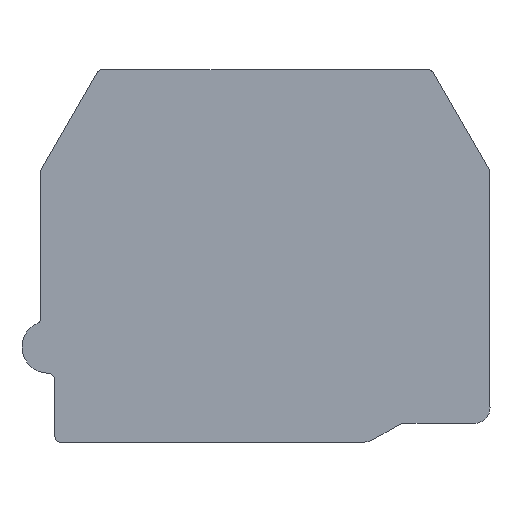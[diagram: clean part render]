
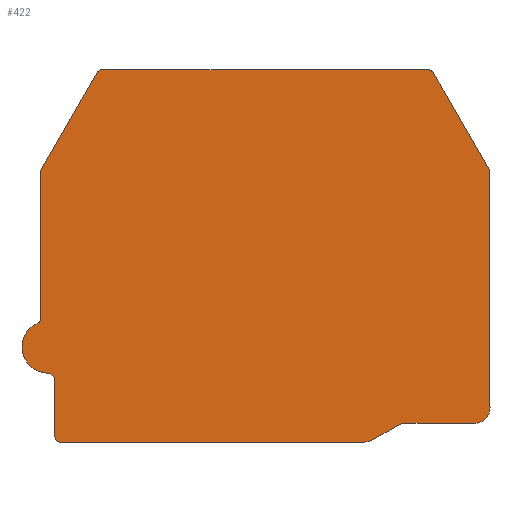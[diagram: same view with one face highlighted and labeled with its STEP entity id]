
A CAD part, front view. The second image highlights one B-rep face of the part: STEP entity #422.
In plain terms, the highlighted planar face has unit normal (0, -1, 0).
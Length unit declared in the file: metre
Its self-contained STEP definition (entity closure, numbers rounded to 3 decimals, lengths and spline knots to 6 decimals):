
#19=PLANE('',#449);
#31=FACE_OUTER_BOUND('',#54,.T.);
#54=EDGE_LOOP('',(#290,#291,#292,#293,#294,#295,#296,#297,#298,#299,#300,
#301,#302,#303,#304,#305,#306,#307,#308,#309,#310));
#80=LINE('',#645,#119);
#81=LINE('',#652,#120);
#82=LINE('',#656,#121);
#83=LINE('',#663,#122);
#84=LINE('',#667,#123);
#85=LINE('',#671,#124);
#86=LINE('',#675,#125);
#87=LINE('',#679,#126);
#88=LINE('',#682,#127);
#119=VECTOR('',#507,0.031259);
#120=VECTOR('',#514,0.010741);
#121=VECTOR('',#517,0.014102);
#122=VECTOR('',#524,0.0054);
#123=VECTOR('',#527,0.028986);
#124=VECTOR('',#530,0.00293);
#125=VECTOR('',#533,0.006826);
#126=VECTOR('',#536,0.022498);
#127=VECTOR('',#539,0.010741);
#154=CIRCLE('',#447,0.009);
#155=CIRCLE('',#450,0.0005);
#156=CIRCLE('',#451,0.0005);
#157=CIRCLE('',#452,0.0005);
#158=CIRCLE('',#453,0.0003);
#159=CIRCLE('',#454,0.0025);
#160=CIRCLE('',#455,0.0007);
#161=CIRCLE('',#456,0.0005);
#162=CIRCLE('',#457,0.002);
#163=CIRCLE('',#458,0.0005);
#164=CIRCLE('',#459,0.0015);
#165=CIRCLE('',#460,0.0005);
#179=VERTEX_POINT('',#632);
#180=VERTEX_POINT('',#634);
#181=VERTEX_POINT('',#638);
#184=VERTEX_POINT('',#643);
#185=VERTEX_POINT('',#647);
#186=VERTEX_POINT('',#649);
#187=VERTEX_POINT('',#651);
#188=VERTEX_POINT('',#653);
#189=VERTEX_POINT('',#655);
#190=VERTEX_POINT('',#657);
#191=VERTEX_POINT('',#660);
#192=VERTEX_POINT('',#662);
#193=VERTEX_POINT('',#664);
#194=VERTEX_POINT('',#666);
#195=VERTEX_POINT('',#668);
#196=VERTEX_POINT('',#670);
#197=VERTEX_POINT('',#672);
#198=VERTEX_POINT('',#674);
#199=VERTEX_POINT('',#676);
#200=VERTEX_POINT('',#678);
#201=VERTEX_POINT('',#680);
#221=EDGE_CURVE('',#179,#180,#154,.T.);
#226=EDGE_CURVE('',#184,#181,#80,.T.);
#227=EDGE_CURVE('',#181,#185,#155,.T.);
#228=EDGE_CURVE('',#186,#184,#156,.T.);
#229=EDGE_CURVE('',#187,#186,#81,.T.);
#230=EDGE_CURVE('',#188,#187,#157,.T.);
#231=EDGE_CURVE('',#189,#188,#82,.T.);
#232=EDGE_CURVE('',#190,#189,#158,.T.);
#233=EDGE_CURVE('',#180,#190,#159,.T.);
#234=EDGE_CURVE('',#179,#191,#160,.F.);
#235=EDGE_CURVE('',#191,#192,#83,.T.);
#236=EDGE_CURVE('',#192,#193,#161,.T.);
#237=EDGE_CURVE('',#194,#193,#84,.T.);
#238=EDGE_CURVE('',#195,#194,#162,.T.);
#239=EDGE_CURVE('',#196,#195,#85,.T.);
#240=EDGE_CURVE('',#197,#196,#163,.T.);
#241=EDGE_CURVE('',#198,#197,#86,.T.);
#242=EDGE_CURVE('',#199,#198,#164,.T.);
#243=EDGE_CURVE('',#200,#199,#87,.T.);
#244=EDGE_CURVE('',#201,#200,#165,.T.);
#245=EDGE_CURVE('',#185,#201,#88,.T.);
#290=ORIENTED_EDGE('',*,*,#227,.F.);
#291=ORIENTED_EDGE('',*,*,#226,.F.);
#292=ORIENTED_EDGE('',*,*,#228,.F.);
#293=ORIENTED_EDGE('',*,*,#229,.F.);
#294=ORIENTED_EDGE('',*,*,#230,.F.);
#295=ORIENTED_EDGE('',*,*,#231,.F.);
#296=ORIENTED_EDGE('',*,*,#232,.F.);
#297=ORIENTED_EDGE('',*,*,#233,.F.);
#298=ORIENTED_EDGE('',*,*,#221,.F.);
#299=ORIENTED_EDGE('',*,*,#234,.T.);
#300=ORIENTED_EDGE('',*,*,#235,.T.);
#301=ORIENTED_EDGE('',*,*,#236,.T.);
#302=ORIENTED_EDGE('',*,*,#237,.F.);
#303=ORIENTED_EDGE('',*,*,#238,.F.);
#304=ORIENTED_EDGE('',*,*,#239,.F.);
#305=ORIENTED_EDGE('',*,*,#240,.F.);
#306=ORIENTED_EDGE('',*,*,#241,.F.);
#307=ORIENTED_EDGE('',*,*,#242,.F.);
#308=ORIENTED_EDGE('',*,*,#243,.F.);
#309=ORIENTED_EDGE('',*,*,#244,.F.);
#310=ORIENTED_EDGE('',*,*,#245,.F.);
#422=ADVANCED_FACE('',(#31),#19,.F.);
#447=AXIS2_PLACEMENT_3D('',#635,#499,#500);
#449=AXIS2_PLACEMENT_3D('',#646,#508,#509);
#450=AXIS2_PLACEMENT_3D('',#648,#510,#511);
#451=AXIS2_PLACEMENT_3D('',#650,#512,#513);
#452=AXIS2_PLACEMENT_3D('',#654,#515,#516);
#453=AXIS2_PLACEMENT_3D('',#658,#518,#519);
#454=AXIS2_PLACEMENT_3D('',#659,#520,#521);
#455=AXIS2_PLACEMENT_3D('',#661,#522,#523);
#456=AXIS2_PLACEMENT_3D('',#665,#525,#526);
#457=AXIS2_PLACEMENT_3D('',#669,#528,#529);
#458=AXIS2_PLACEMENT_3D('',#673,#531,#532);
#459=AXIS2_PLACEMENT_3D('',#677,#534,#535);
#460=AXIS2_PLACEMENT_3D('',#681,#537,#538);
#499=DIRECTION('center_axis',(0.,-1.,0.));
#500=DIRECTION('ref_axis',(1.,0.,0.));
#507=DIRECTION('',(1.,0.,0.));
#508=DIRECTION('center_axis',(0.,1.,0.));
#509=DIRECTION('ref_axis',(0.,0.,1.));
#510=DIRECTION('center_axis',(0.,1.,0.));
#511=DIRECTION('ref_axis',(1.,0.,0.));
#512=DIRECTION('center_axis',(0.,1.,0.));
#513=DIRECTION('ref_axis',(1.,0.,0.));
#514=DIRECTION('',(0.5,0.,0.866));
#515=DIRECTION('center_axis',(0.,1.,0.));
#516=DIRECTION('ref_axis',(1.,0.,0.));
#517=DIRECTION('',(0.,0.,1.));
#518=DIRECTION('center_axis',(0.,-1.,0.));
#519=DIRECTION('ref_axis',(-1.,0.,0.));
#520=DIRECTION('center_axis',(0.,1.,0.));
#521=DIRECTION('ref_axis',(1.,0.,0.));
#522=DIRECTION('center_axis',(0.,-1.,0.));
#523=DIRECTION('ref_axis',(0.,0.,-1.));
#524=DIRECTION('',(0.,0.,-1.));
#525=DIRECTION('center_axis',(0.,-1.,0.));
#526=DIRECTION('ref_axis',(0.,0.,-1.));
#527=DIRECTION('',(-1.,0.,0.));
#528=DIRECTION('center_axis',(0.,1.,0.));
#529=DIRECTION('ref_axis',(1.,0.,0.));
#530=DIRECTION('',(-0.866,0.,-0.5));
#531=DIRECTION('center_axis',(0.,-1.,0.));
#532=DIRECTION('ref_axis',(1.,0.,0.));
#533=DIRECTION('',(-1.,0.,0.));
#534=DIRECTION('center_axis',(0.,1.,0.));
#535=DIRECTION('ref_axis',(-1.,0.,0.));
#536=DIRECTION('',(0.,0.,-1.));
#537=DIRECTION('center_axis',(0.,1.,0.));
#538=DIRECTION('ref_axis',(-1.,0.,0.));
#539=DIRECTION('',(0.5,0.,-0.866));
#632=CARTESIAN_POINT('',(-0.019814,-0.0015,-0.029009));
#634=CARTESIAN_POINT('',(-0.020004,-0.0015,-0.028997));
#635=CARTESIAN_POINT('Origin',(-0.020468,-0.0015,-0.037985));
#638=CARTESIAN_POINT('',(0.016504,-0.0015,0.));
#643=CARTESIAN_POINT('',(-0.014754,-0.0015,0.));
#645=CARTESIAN_POINT('',(-0.014754,-0.0015,0.));
#646=CARTESIAN_POINT('Origin',(-0.020125,-0.0015,-0.009802));
#647=CARTESIAN_POINT('',(0.016937,-0.0015,-0.00025));
#648=CARTESIAN_POINT('Origin',(0.016504,-0.0015,-0.0005));
#649=CARTESIAN_POINT('',(-0.015187,-0.0015,-0.00025));
#650=CARTESIAN_POINT('Origin',(-0.014754,-0.0015,-0.0005));
#651=CARTESIAN_POINT('',(-0.020558,-0.0015,-0.009552));
#652=CARTESIAN_POINT('',(-0.020558,-0.0015,-0.009552));
#653=CARTESIAN_POINT('',(-0.020625,-0.0015,-0.009802));
#654=CARTESIAN_POINT('Origin',(-0.020125,-0.0015,-0.009802));
#655=CARTESIAN_POINT('',(-0.020625,-0.0015,-0.023904));
#656=CARTESIAN_POINT('',(-0.020625,-0.0015,-0.023904));
#657=CARTESIAN_POINT('',(-0.020813,-0.0015,-0.024182));
#658=CARTESIAN_POINT('Origin',(-0.020925,-0.0015,-0.023904));
#659=CARTESIAN_POINT('Origin',(-0.019875,-0.0015,-0.0265));
#660=CARTESIAN_POINT('',(-0.019225,-0.0015,-0.0297));
#661=CARTESIAN_POINT('Origin',(-0.019925,-0.0015,-0.0297));
#662=CARTESIAN_POINT('',(-0.019225,-0.0015,-0.0351));
#663=CARTESIAN_POINT('',(-0.019225,-0.0015,-0.0297));
#664=CARTESIAN_POINT('',(-0.018725,-0.0015,-0.0356));
#665=CARTESIAN_POINT('Origin',(-0.018725,-0.0015,-0.0351));
#666=CARTESIAN_POINT('',(0.010261,-0.0015,-0.0356));
#667=CARTESIAN_POINT('',(0.010261,-0.0015,-0.0356));
#668=CARTESIAN_POINT('',(0.011261,-0.0015,-0.035332));
#669=CARTESIAN_POINT('Origin',(0.010261,-0.0015,-0.0336));
#670=CARTESIAN_POINT('',(0.013799,-0.0015,-0.033867));
#671=CARTESIAN_POINT('',(0.013799,-0.0015,-0.033867));
#672=CARTESIAN_POINT('',(0.014049,-0.0015,-0.0338));
#673=CARTESIAN_POINT('Origin',(0.014049,-0.0015,-0.0343));
#674=CARTESIAN_POINT('',(0.020875,-0.0015,-0.0338));
#675=CARTESIAN_POINT('',(0.020875,-0.0015,-0.0338));
#676=CARTESIAN_POINT('',(0.022375,-0.0015,-0.0323));
#677=CARTESIAN_POINT('Origin',(0.020875,-0.0015,-0.0323));
#678=CARTESIAN_POINT('',(0.022375,-0.0015,-0.009802));
#679=CARTESIAN_POINT('',(0.022375,-0.0015,-0.009802));
#680=CARTESIAN_POINT('',(0.022308,-0.0015,-0.009552));
#681=CARTESIAN_POINT('Origin',(0.021875,-0.0015,-0.009802));
#682=CARTESIAN_POINT('',(0.016937,-0.0015,-0.00025));
